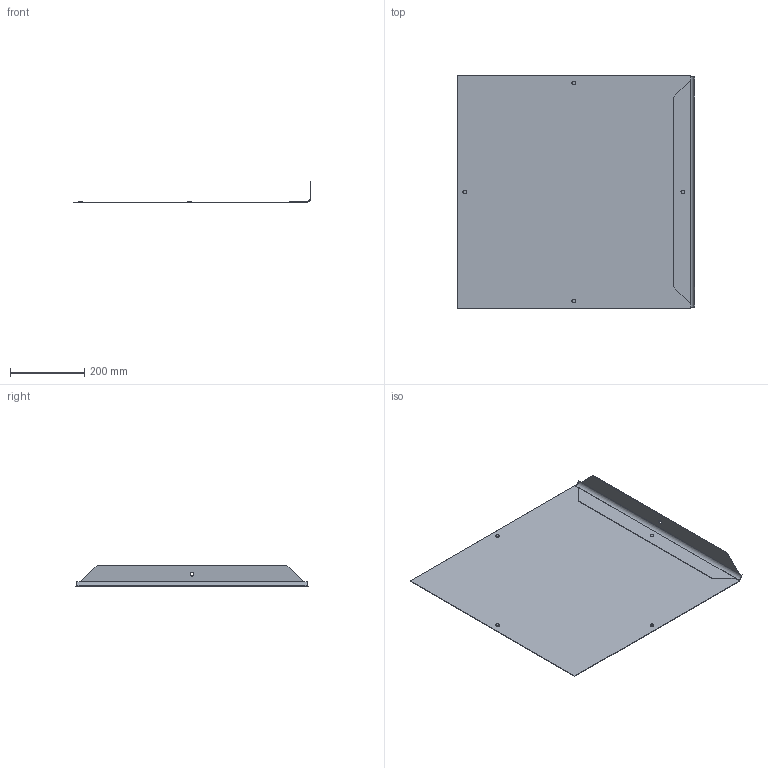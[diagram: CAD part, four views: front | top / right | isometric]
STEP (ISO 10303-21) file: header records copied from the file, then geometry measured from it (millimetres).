
FILE_DESCRIPTION (( 'STEP AP214' ), '1' );
FILE_NAME ('inner_bracket_flat.STEP', '2024-05-29T16:21:26', ( '' ), ( '' ), 'SwSTEP 2.0', 'SolidWorks 2023', '' );
FILE_SCHEMA (( 'AUTOMOTIVE_DESIGN' ));
Length unit declared in the file: millimetre
Products named in the file (3): inner_flat; inner_bracket_flat; inner_bracket
Assembly tree (2 placements, depth 2):
  inner_bracket_flat
    inner_bracket
    inner_flat
Bounding box: 638 x 626 x 58 mm (x, y, z)
Volume: 678509.8 mm3; surface area: 910113.8 mm2
Topology: 2 solids, 2 shells, 40 faces, 88 edges, 56 vertices
Faces by surface type: plane 26, cylinder 14
Entity records: 1192 total; most frequent: DIRECTION 206, CARTESIAN_POINT 189, ORIENTED_EDGE 176, EDGE_CURVE 88, AXIS2_PLACEMENT_3D 73, LINE 60, VECTOR 60, VERTEX_POINT 56
